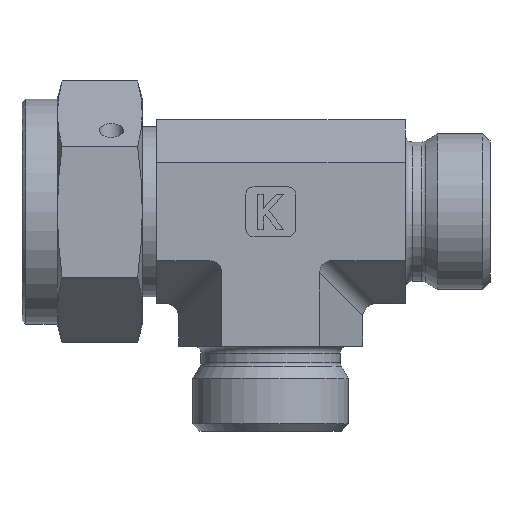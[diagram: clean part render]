
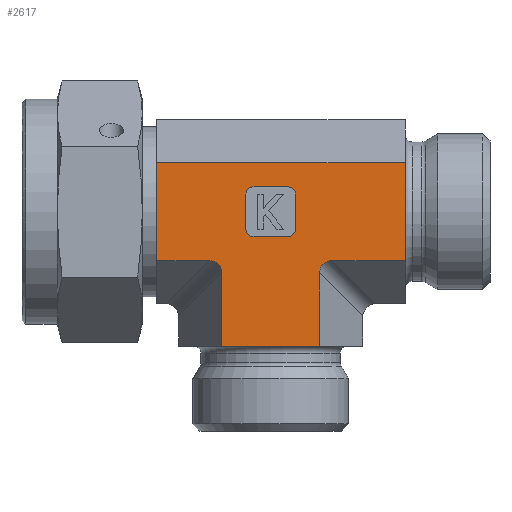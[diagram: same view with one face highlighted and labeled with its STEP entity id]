
A CAD part, left-side view. The second image highlights one B-rep face of the part: STEP entity #2617.
In plain terms, the highlighted planar face has unit normal (-1, 0, 0).
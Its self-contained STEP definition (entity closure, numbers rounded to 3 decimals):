
#1155=CARTESIAN_POINT('',(-30.485,25.644,22.));
#1156=VERTEX_POINT('',#1155);
#1428=CARTESIAN_POINT('',(-30.485,25.644,28.928));
#1429=VERTEX_POINT('',#1428);
#1430=CARTESIAN_POINT('',(-30.485,25.644,28.928));
#1431=DIRECTION('',(0.0,0.0,-1.0));
#1432=VECTOR('',#1431,6.928);
#1433=LINE('',#1430,#1432);
#1434=EDGE_CURVE('',#1429,#1156,#1433,.T.);
#1451=CARTESIAN_POINT('',(-30.485,25.644,15.072));
#1452=VERTEX_POINT('',#1451);
#1459=CARTESIAN_POINT('',(-30.485,25.644,22.));
#1460=DIRECTION('',(0.0,0.0,-1.0));
#1461=VECTOR('',#1460,6.928);
#1462=LINE('',#1459,#1461);
#1463=EDGE_CURVE('',#1156,#1452,#1462,.T.);
#1570=CARTESIAN_POINT('',(-30.485,18.204,15.072));
#1571=VERTEX_POINT('',#1570);
#1578=CARTESIAN_POINT('',(-30.485,18.204,15.072));
#1579=DIRECTION('',(0.0,1.0,0.0));
#1580=VECTOR('',#1579,7.44);
#1581=LINE('',#1578,#1580);
#1582=EDGE_CURVE('',#1571,#1452,#1581,.T.);
#1974=CARTESIAN_POINT('',(-30.485,16.472,3.));
#1975=VERTEX_POINT('',#1974);
#1976=CARTESIAN_POINT('',(-30.485,2.616,3.));
#1977=VERTEX_POINT('',#1976);
#1978=CARTESIAN_POINT('',(-30.485,16.472,3.));
#1979=DIRECTION('',(0.0,-1.0,0.0));
#1980=VECTOR('',#1979,13.856);
#1981=LINE('',#1978,#1980);
#1982=EDGE_CURVE('',#1975,#1977,#1981,.T.);
#2098=CARTESIAN_POINT('',(-30.485,16.472,13.34));
#2099=VERTEX_POINT('',#2098);
#2100=CARTESIAN_POINT('',(-30.485,16.472,3.));
#2101=DIRECTION('',(0.0,0.0,1.0));
#2102=VECTOR('',#2101,10.34);
#2103=LINE('',#2100,#2102);
#2104=EDGE_CURVE('',#1975,#2099,#2103,.T.);
#2354=CARTESIAN_POINT('',(-30.485,-9.456,28.928));
#2355=VERTEX_POINT('',#2354);
#2364=CARTESIAN_POINT('',(-30.485,-9.456,15.072));
#2365=VERTEX_POINT('',#2364);
#2366=CARTESIAN_POINT('',(-30.485,-9.456,15.072));
#2367=DIRECTION('',(0.0,0.0,1.0));
#2368=VECTOR('',#2367,13.856);
#2369=LINE('',#2366,#2368);
#2370=EDGE_CURVE('',#2365,#2355,#2369,.T.);
#2478=CARTESIAN_POINT('',(-30.485,0.884,15.072));
#2479=VERTEX_POINT('',#2478);
#2480=CARTESIAN_POINT('',(-30.485,0.884,15.072));
#2481=DIRECTION('',(0.0,-1.0,0.0));
#2482=VECTOR('',#2481,10.34);
#2483=LINE('',#2480,#2482);
#2484=EDGE_CURVE('',#2479,#2365,#2483,.T.);
#2505=CARTESIAN_POINT('',(-30.485,2.616,0.0));
#2506=DIRECTION('',(-1.0,0.0,0.0));
#2507=DIRECTION('',(0.0,0.0,1.0));
#2508=AXIS2_PLACEMENT_3D('',#2505,#2506,#2507);
#2509=PLANE('',#2508);
#2510=ORIENTED_EDGE('',*,*,#1463,.T.);
#2511=ORIENTED_EDGE('',*,*,#1582,.F.);
#2512=CARTESIAN_POINT('',(-30.485,18.781,12.762));
#2513=DIRECTION('',(-1.0,0.0,0.0));
#2514=DIRECTION('',(0.0,-0.707,0.707));
#2515=AXIS2_PLACEMENT_3D('',#2512,#2513,#2514);
#2516=ELLIPSE('',#2515,2.582,2.0);
#2517=EDGE_CURVE('',#2099,#1571,#2516,.T.);
#2518=ORIENTED_EDGE('',*,*,#2517,.F.);
#2519=ORIENTED_EDGE('',*,*,#2104,.F.);
#2520=ORIENTED_EDGE('',*,*,#1982,.T.);
#2521=CARTESIAN_POINT('',(-30.485,2.616,13.34));
#2522=VERTEX_POINT('',#2521);
#2523=CARTESIAN_POINT('',(-30.485,2.616,3.));
#2524=DIRECTION('',(0.0,0.0,1.0));
#2525=VECTOR('',#2524,10.34);
#2526=LINE('',#2523,#2525);
#2527=EDGE_CURVE('',#1977,#2522,#2526,.T.);
#2528=ORIENTED_EDGE('',*,*,#2527,.T.);
#2529=CARTESIAN_POINT('',(-30.485,0.306,12.762));
#2530=DIRECTION('',(-1.0,0.0,0.0));
#2531=DIRECTION('',(0.0,0.707,0.707));
#2532=AXIS2_PLACEMENT_3D('',#2529,#2530,#2531);
#2533=ELLIPSE('',#2532,2.582,2.0);
#2534=EDGE_CURVE('',#2479,#2522,#2533,.T.);
#2535=ORIENTED_EDGE('',*,*,#2534,.F.);
#2536=ORIENTED_EDGE('',*,*,#2484,.T.);
#2537=ORIENTED_EDGE('',*,*,#2370,.T.);
#2538=CARTESIAN_POINT('',(-30.485,25.644,28.928));
#2539=DIRECTION('',(0.0,-1.0,0.0));
#2540=VECTOR('',#2539,35.1);
#2541=LINE('',#2538,#2540);
#2542=EDGE_CURVE('',#1429,#2355,#2541,.T.);
#2543=ORIENTED_EDGE('',*,*,#2542,.F.);
#2544=ORIENTED_EDGE('',*,*,#1434,.T.);
#2545=EDGE_LOOP('',(#2510,#2511,#2518,#2519,#2520,#2528,#2535,#2536,#2537,#2543,#2544));
#2546=FACE_OUTER_BOUND('',#2545,.T.);
#2547=CARTESIAN_POINT('',(-30.485,7.044,18.5));
#2548=VERTEX_POINT('',#2547);
#2549=CARTESIAN_POINT('',(-30.485,12.044,18.5));
#2550=VERTEX_POINT('',#2549);
#2551=CARTESIAN_POINT('',(-30.485,7.044,18.5));
#2552=DIRECTION('',(0.0,1.0,0.0));
#2553=VECTOR('',#2552,5.);
#2554=LINE('',#2551,#2553);
#2555=EDGE_CURVE('',#2548,#2550,#2554,.T.);
#2556=ORIENTED_EDGE('',*,*,#2555,.T.);
#2557=CARTESIAN_POINT('',(-30.485,13.044,19.5));
#2558=VERTEX_POINT('',#2557);
#2559=CARTESIAN_POINT('',(-30.485,12.044,19.5));
#2560=DIRECTION('',(-1.0,0.0,0.0));
#2561=DIRECTION('',(0.0,0.707,-0.707));
#2562=AXIS2_PLACEMENT_3D('',#2559,#2560,#2561);
#2563=CIRCLE('',#2562,1.0);
#2564=EDGE_CURVE('',#2558,#2550,#2563,.T.);
#2565=ORIENTED_EDGE('',*,*,#2564,.F.);
#2566=CARTESIAN_POINT('',(-30.485,13.044,24.5));
#2567=VERTEX_POINT('',#2566);
#2568=CARTESIAN_POINT('',(-30.485,13.044,19.5));
#2569=DIRECTION('',(0.0,0.0,1.0));
#2570=VECTOR('',#2569,5.);
#2571=LINE('',#2568,#2570);
#2572=EDGE_CURVE('',#2558,#2567,#2571,.T.);
#2573=ORIENTED_EDGE('',*,*,#2572,.T.);
#2574=CARTESIAN_POINT('',(-30.485,12.044,25.5));
#2575=VERTEX_POINT('',#2574);
#2576=CARTESIAN_POINT('',(-30.485,12.044,24.5));
#2577=DIRECTION('',(-1.0,0.0,0.0));
#2578=DIRECTION('',(0.0,0.707,0.707));
#2579=AXIS2_PLACEMENT_3D('',#2576,#2577,#2578);
#2580=CIRCLE('',#2579,1.0);
#2581=EDGE_CURVE('',#2575,#2567,#2580,.T.);
#2582=ORIENTED_EDGE('',*,*,#2581,.F.);
#2583=CARTESIAN_POINT('',(-30.485,7.044,25.5));
#2584=VERTEX_POINT('',#2583);
#2585=CARTESIAN_POINT('',(-30.485,12.044,25.5));
#2586=DIRECTION('',(0.0,-1.0,0.0));
#2587=VECTOR('',#2586,5.0);
#2588=LINE('',#2585,#2587);
#2589=EDGE_CURVE('',#2575,#2584,#2588,.T.);
#2590=ORIENTED_EDGE('',*,*,#2589,.T.);
#2591=CARTESIAN_POINT('',(-30.485,6.044,24.5));
#2592=VERTEX_POINT('',#2591);
#2593=CARTESIAN_POINT('',(-30.485,7.044,24.5));
#2594=DIRECTION('',(-1.0,0.0,0.0));
#2595=DIRECTION('',(0.0,-0.707,0.707));
#2596=AXIS2_PLACEMENT_3D('',#2593,#2594,#2595);
#2597=CIRCLE('',#2596,1.0);
#2598=EDGE_CURVE('',#2592,#2584,#2597,.T.);
#2599=ORIENTED_EDGE('',*,*,#2598,.F.);
#2600=CARTESIAN_POINT('',(-30.485,6.044,19.5));
#2601=VERTEX_POINT('',#2600);
#2602=CARTESIAN_POINT('',(-30.485,6.044,24.5));
#2603=DIRECTION('',(0.0,0.0,-1.0));
#2604=VECTOR('',#2603,5.0);
#2605=LINE('',#2602,#2604);
#2606=EDGE_CURVE('',#2592,#2601,#2605,.T.);
#2607=ORIENTED_EDGE('',*,*,#2606,.T.);
#2608=CARTESIAN_POINT('',(-30.485,7.044,19.5));
#2609=DIRECTION('',(-1.0,0.0,0.0));
#2610=DIRECTION('',(0.0,-0.707,-0.707));
#2611=AXIS2_PLACEMENT_3D('',#2608,#2609,#2610);
#2612=CIRCLE('',#2611,1.0);
#2613=EDGE_CURVE('',#2548,#2601,#2612,.T.);
#2614=ORIENTED_EDGE('',*,*,#2613,.F.);
#2615=EDGE_LOOP('',(#2556,#2565,#2573,#2582,#2590,#2599,#2607,#2614));
#2616=FACE_BOUND('',#2615,.T.);
#2617=ADVANCED_FACE('',(#2546,#2616),#2509,.T.);
